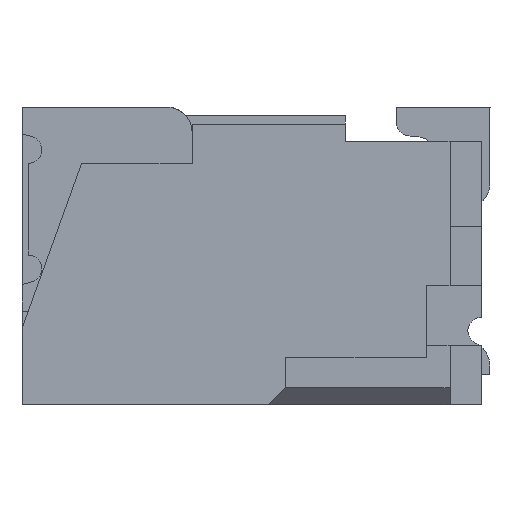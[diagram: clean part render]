
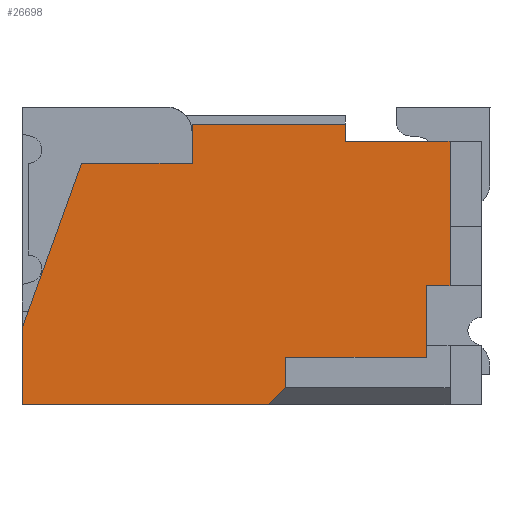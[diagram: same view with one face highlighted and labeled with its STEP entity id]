
A CAD part, left-side view. The second image highlights one B-rep face of the part: STEP entity #26698.
In plain terms, the highlighted planar face has unit normal (-1, 0, 0).
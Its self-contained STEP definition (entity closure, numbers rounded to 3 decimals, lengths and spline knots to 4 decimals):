
#1397 = EDGE_CURVE ( 'NONE', #11432, #10475, #22586, .T. ) ;
#1429 = EDGE_CURVE ( 'NONE', #25167, #25166, #22618, .T. ) ;
#1436 = EDGE_CURVE ( 'NONE', #25171, #25167, #22625, .T. ) ;
#2533 = CARTESIAN_POINT ( 'NONE',  ( -4.9738, 1.742, -0.4 ) ) ;
#2610 = CARTESIAN_POINT ( 'NONE',  ( -4.9738, 1.742, -0.85 ) ) ;
#2611 = CARTESIAN_POINT ( 'NONE',  ( -4.9738, 0.292, -0.85 ) ) ;
#4448 = VECTOR ( 'NONE', #18895, 1000. ) ;
#8561 = FACE_OUTER_BOUND ( 'NONE', #11170, .T. ) ;
#10475 = VERTEX_POINT ( 'NONE', #2533 ) ;
#11170 = EDGE_LOOP ( 'NONE', ( #56523, #56413, #56561, #56551, #56626, #56629, #56636, #56554, #56553, #56556, #56567, #56572, #56604, #56564 ) ) ;
#11432 = VERTEX_POINT ( 'NONE', #2610 ) ;
#11433 = VERTEX_POINT ( 'NONE', #2611 ) ;
#15811 = LINE ( 'NONE', #18894, #4448 ) ;
#18413 = CARTESIAN_POINT ( 'NONE',  ( -4.9738, 0.192, -0.57 ) ) ;
#18414 = CARTESIAN_POINT ( 'NONE',  ( -4.9738, -0.6332, -0.57 ) ) ;
#18415 = CARTESIAN_POINT ( 'NONE',  ( -4.9738, -0.6332, -0.15 ) ) ;
#18416 = CARTESIAN_POINT ( 'NONE',  ( -4.9738, -0.773, -0.15 ) ) ;
#18419 = CARTESIAN_POINT ( 'NONE',  ( -4.9738, 0.742, 0.57 ) ) ;
#18420 = CARTESIAN_POINT ( 'NONE',  ( -4.9738, 1.392, 0.57 ) ) ;
#18431 = CARTESIAN_POINT ( 'NONE',  ( -4.9738, 0.192, -0.75 ) ) ;
#18894 = CARTESIAN_POINT ( 'NONE',  ( -4.9738, 0.392, -0.85 ) ) ;
#18895 = DIRECTION ( 'NONE',  ( 0., 1., 0. ) ) ;
#22586 = LINE ( 'NONE', #24098, #46268 ) ;
#22618 = LINE ( 'NONE', #24162, #46383 ) ;
#22625 = LINE ( 'NONE', #24176, #46135 ) ;
#24098 = CARTESIAN_POINT ( 'NONE',  ( -4.9738, 1.742, 0. ) ) ;
#24099 = DIRECTION ( 'NONE',  ( 0., 0., 1. ) ) ;
#24162 = CARTESIAN_POINT ( 'NONE',  ( -4.9738, -0.158, 0.775 ) ) ;
#24163 = DIRECTION ( 'NONE',  ( 0., 0., 1. ) ) ;
#24176 = CARTESIAN_POINT ( 'NONE',  ( -4.9738, -0.558, 0.7 ) ) ;
#24177 = DIRECTION ( 'NONE',  ( 0., 1., 0. ) ) ;
#25166 = VERTEX_POINT ( 'NONE', #55015 ) ;
#25167 = VERTEX_POINT ( 'NONE', #55016 ) ;
#25171 = VERTEX_POINT ( 'NONE', #55020 ) ;
#25317 = VERTEX_POINT ( 'NONE', #55166 ) ;
#25632 = EDGE_CURVE ( 'NONE', #11433, #11432, #15811, .T. ) ;
#26698 = ADVANCED_FACE ( 'NONE', ( #8561 ), #32122, .T. ) ;
#32122 = PLANE ( 'NONE',  #33002 ) ;
#32123 = CARTESIAN_POINT ( 'NONE',  ( -4.9738, -0.8233, -0.883 ) ) ;
#32124 = DIRECTION ( 'NONE',  ( -1., 0., 0. ) ) ;
#32125 = DIRECTION ( 'NONE',  ( 0., 0., 1. ) ) ;
#33002 = AXIS2_PLACEMENT_3D ( 'NONE', #32123, #32124, #32125 ) ;
#38406 = CARTESIAN_POINT ( 'NONE',  ( -4.9738, 0.792, 0.8 ) ) ;
#38407 = DIRECTION ( 'NONE',  ( 0., -1., 0. ) ) ;
#38641 = CARTESIAN_POINT ( 'NONE',  ( -4.9738, 0.4845, -0.57 ) ) ;
#38642 = DIRECTION ( 'NONE',  ( 0., -1., 0. ) ) ;
#38647 = CARTESIAN_POINT ( 'NONE',  ( -4.9738, -0.6332, -0.025 ) ) ;
#38648 = DIRECTION ( 'NONE',  ( 0., 0., 1. ) ) ;
#38649 = CARTESIAN_POINT ( 'NONE',  ( -4.9738, 0.4845, -0.15 ) ) ;
#38650 = DIRECTION ( 'NONE',  ( 0., -1., 0. ) ) ;
#38661 = CARTESIAN_POINT ( 'NONE',  ( -4.9738, 0.742, -0.025 ) ) ;
#38662 = DIRECTION ( 'NONE',  ( 0., 0., -1. ) ) ;
#38663 = CARTESIAN_POINT ( 'NONE',  ( -4.9738, 0.4845, 0.57 ) ) ;
#38664 = DIRECTION ( 'NONE',  ( 0., 1., 0. ) ) ;
#38680 = CARTESIAN_POINT ( 'NONE',  ( -4.9738, 1.392, 0.57 ) ) ;
#38681 = DIRECTION ( 'NONE',  ( 0., 0.339, -0.941 ) ) ;
#38835 = VECTOR ( 'NONE', #38407, 1000. ) ;
#38920 = VECTOR ( 'NONE', #38642, 1000. ) ;
#38923 = VECTOR ( 'NONE', #38648, 1000. ) ;
#38924 = VECTOR ( 'NONE', #38650, 1000. ) ;
#38931 = VECTOR ( 'NONE', #38662, 1000. ) ;
#38932 = VECTOR ( 'NONE', #38664, 1000. ) ;
#38942 = VECTOR ( 'NONE', #38681, 1000. ) ;
#38959 = VECTOR ( 'NONE', #42174, 1000. ) ;
#38962 = VECTOR ( 'NONE', #42180, 1000. ) ;
#38970 = VECTOR ( 'NONE', #42196, 1000. ) ;
#40234 = LINE ( 'NONE', #38406, #38835 ) ;
#40338 = LINE ( 'NONE', #38641, #38920 ) ;
#40341 = LINE ( 'NONE', #38647, #38923 ) ;
#40342 = LINE ( 'NONE', #38649, #38924 ) ;
#40348 = LINE ( 'NONE', #38661, #38931 ) ;
#40349 = LINE ( 'NONE', #38663, #38932 ) ;
#40353 = LINE ( 'NONE', #38680, #38942 ) ;
#40370 = LINE ( 'NONE', #42173, #38959 ) ;
#40373 = LINE ( 'NONE', #42179, #38962 ) ;
#40381 = LINE ( 'NONE', #42195, #38970 ) ;
#42173 = CARTESIAN_POINT ( 'NONE',  ( -4.9738, 0.192, -0.025 ) ) ;
#42174 = DIRECTION ( 'NONE',  ( 0., 0., 1. ) ) ;
#42179 = CARTESIAN_POINT ( 'NONE',  ( -4.9738, -0.773, -0.025 ) ) ;
#42180 = DIRECTION ( 'NONE',  ( 0., 0., 1. ) ) ;
#42195 = CARTESIAN_POINT ( 'NONE',  ( -4.9738, 0.292, -0.85 ) ) ;
#42196 = DIRECTION ( 'NONE',  ( 0., -0.707, 0.707 ) ) ;
#44668 = VERTEX_POINT ( 'NONE', #18413 ) ;
#44669 = VERTEX_POINT ( 'NONE', #18414 ) ;
#44670 = VERTEX_POINT ( 'NONE', #18415 ) ;
#44671 = VERTEX_POINT ( 'NONE', #18416 ) ;
#44674 = VERTEX_POINT ( 'NONE', #18419 ) ;
#44675 = VERTEX_POINT ( 'NONE', #18420 ) ;
#44686 = VERTEX_POINT ( 'NONE', #18431 ) ;
#46135 = VECTOR ( 'NONE', #24177, 1000. ) ;
#46268 = VECTOR ( 'NONE', #24099, 1000. ) ;
#46383 = VECTOR ( 'NONE', #24163, 1000. ) ;
#47555 = EDGE_CURVE ( 'NONE', #25317, #25166, #40234, .T. ) ;
#47643 = EDGE_CURVE ( 'NONE', #44668, #44669, #40338, .T. ) ;
#47646 = EDGE_CURVE ( 'NONE', #44669, #44670, #40341, .T. ) ;
#47647 = EDGE_CURVE ( 'NONE', #44670, #44671, #40342, .T. ) ;
#47653 = EDGE_CURVE ( 'NONE', #25317, #44674, #40348, .T. ) ;
#47654 = EDGE_CURVE ( 'NONE', #44674, #44675, #40349, .T. ) ;
#47661 = EDGE_CURVE ( 'NONE', #44675, #10475, #40353, .T. ) ;
#47678 = EDGE_CURVE ( 'NONE', #44686, #44668, #40370, .T. ) ;
#47681 = EDGE_CURVE ( 'NONE', #44671, #25171, #40373, .T. ) ;
#47689 = EDGE_CURVE ( 'NONE', #11433, #44686, #40381, .T. ) ;
#55015 = CARTESIAN_POINT ( 'NONE',  ( -4.9738, -0.158, 0.8 ) ) ;
#55016 = CARTESIAN_POINT ( 'NONE',  ( -4.9738, -0.158, 0.7 ) ) ;
#55020 = CARTESIAN_POINT ( 'NONE',  ( -4.9738, -0.773, 0.7 ) ) ;
#55166 = CARTESIAN_POINT ( 'NONE',  ( -4.9738, 0.742, 0.8 ) ) ;
#56413 = ORIENTED_EDGE ( 'NONE', *, *, #47678, .T. ) ;
#56523 = ORIENTED_EDGE ( 'NONE', *, *, #47689, .T. ) ;
#56551 = ORIENTED_EDGE ( 'NONE', *, *, #47646, .T. ) ;
#56553 = ORIENTED_EDGE ( 'NONE', *, *, #47555, .F. ) ;
#56554 = ORIENTED_EDGE ( 'NONE', *, *, #1429, .T. ) ;
#56556 = ORIENTED_EDGE ( 'NONE', *, *, #47653, .T. ) ;
#56561 = ORIENTED_EDGE ( 'NONE', *, *, #47643, .T. ) ;
#56564 = ORIENTED_EDGE ( 'NONE', *, *, #25632, .F. ) ;
#56567 = ORIENTED_EDGE ( 'NONE', *, *, #47654, .T. ) ;
#56572 = ORIENTED_EDGE ( 'NONE', *, *, #47661, .T. ) ;
#56604 = ORIENTED_EDGE ( 'NONE', *, *, #1397, .F. ) ;
#56626 = ORIENTED_EDGE ( 'NONE', *, *, #47647, .T. ) ;
#56629 = ORIENTED_EDGE ( 'NONE', *, *, #47681, .T. ) ;
#56636 = ORIENTED_EDGE ( 'NONE', *, *, #1436, .T. ) ;
